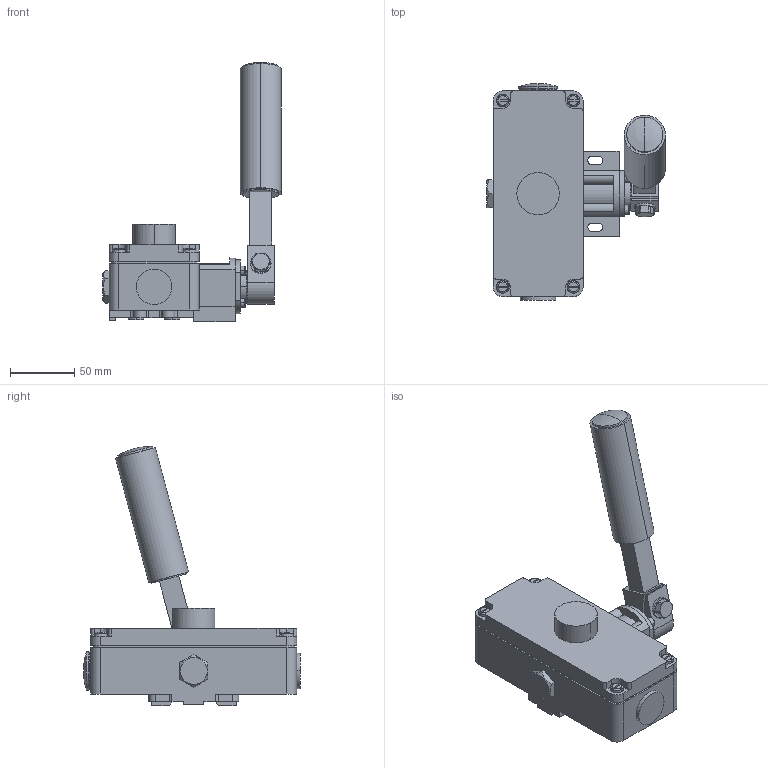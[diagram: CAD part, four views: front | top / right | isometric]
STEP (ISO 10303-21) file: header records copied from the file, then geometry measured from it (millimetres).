
FILE_DESCRIPTION(('STEP AP214'),'1');
FILE_NAME('cctmp_17E05FEC-A6AB-47A4-A2F3-A83B4786BE6F_2023_07_21_12_45_21_0391..stp','2023-07-21T10:45:21',('SIEMENS A&D'),('CADClick - www.CADClick.com'),'Spatial InterOp 3D postprocessed',' ','unknown authorization');
FILE_SCHEMA(('AUTOMOTIVE_DESIGN'));
Length unit declared in the file: millimetre
Products named in the file (1): 2023_07_21_12_45_21_0383
Bounding box: 139 x 168.78 x 201.59 mm (x, y, z)
Volume: 774741.5 mm3; surface area: 82961.1 mm2
Topology: 1 solids, 4 shells, 334 faces, 870 edges, 567 vertices
Faces by surface type: plane 177, cylinder 105, torus 32, cone 16, sphere 4
Entity records: 11612 total; most frequent: CARTESIAN_POINT 2116, DIRECTION 1840, ORIENTED_EDGE 1736, EDGE_CURVE 868, AXIS2_PLACEMENT_3D 675, VERTEX_POINT 567, LINE 490, VECTOR 490
